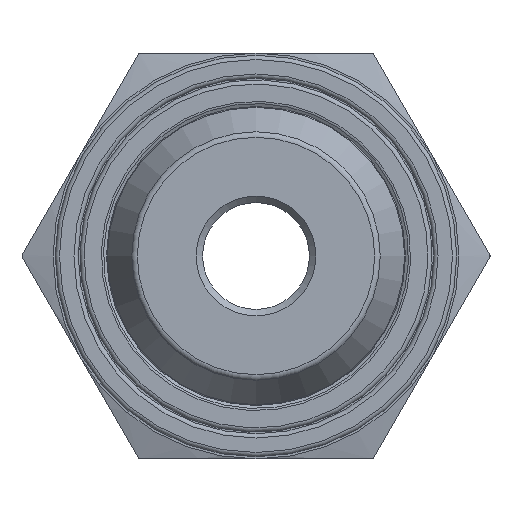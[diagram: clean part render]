
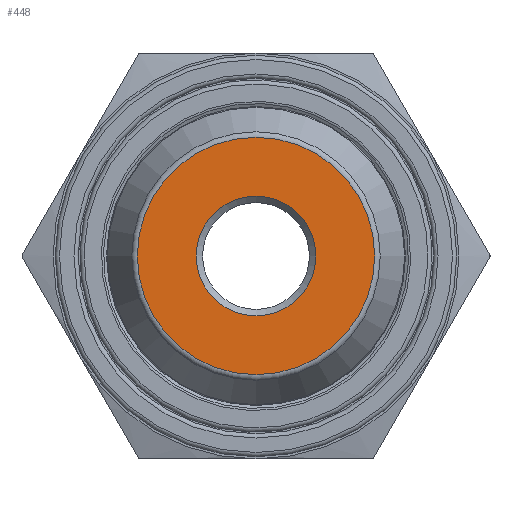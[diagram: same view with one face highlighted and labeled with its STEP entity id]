
A CAD part, left-side view. The second image highlights one B-rep face of the part: STEP entity #448.
In plain terms, the highlighted planar face has unit normal (-1, 0, 0).
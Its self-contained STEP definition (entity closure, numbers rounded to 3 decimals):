
#268=FACE_BOUND('',#576,.T.);
#269=FACE_BOUND('',#577,.T.);
#364=CIRCLE('',#1177,2.8);
#365=CIRCLE('',#1178,5.557);
#411=PLANE('',#1179);
#448=ADVANCED_FACE('',(#268,#269),#411,.F.);
#576=EDGE_LOOP('',(#805));
#577=EDGE_LOOP('',(#806));
#805=ORIENTED_EDGE('',*,*,#1062,.T.);
#806=ORIENTED_EDGE('',*,*,#1063,.T.);
#960=VERTEX_POINT('',#1911);
#961=VERTEX_POINT('',#1913);
#1062=EDGE_CURVE('',#960,#960,#364,.T.);
#1063=EDGE_CURVE('',#961,#961,#365,.T.);
#1177=AXIS2_PLACEMENT_3D('',#1910,#1377,#1378);
#1178=AXIS2_PLACEMENT_3D('',#1912,#1379,#1380);
#1179=AXIS2_PLACEMENT_3D('',#1914,#1381,#1382);
#1377=DIRECTION('',(1.,0.,0.));
#1378=DIRECTION('',(0.,0.,-1.));
#1379=DIRECTION('',(-1.,0.,0.));
#1380=DIRECTION('',(0.,0.,-1.));
#1381=DIRECTION('',(1.,0.,0.));
#1382=DIRECTION('',(0.,0.,-1.));
#1910=CARTESIAN_POINT('',(0.,0.,0.));
#1911=CARTESIAN_POINT('',(0.,0.,-2.8));
#1912=CARTESIAN_POINT('',(0.,0.,0.));
#1913=CARTESIAN_POINT('',(0.,0.,-5.557));
#1914=CARTESIAN_POINT('',(0.,-10.86,0.));
